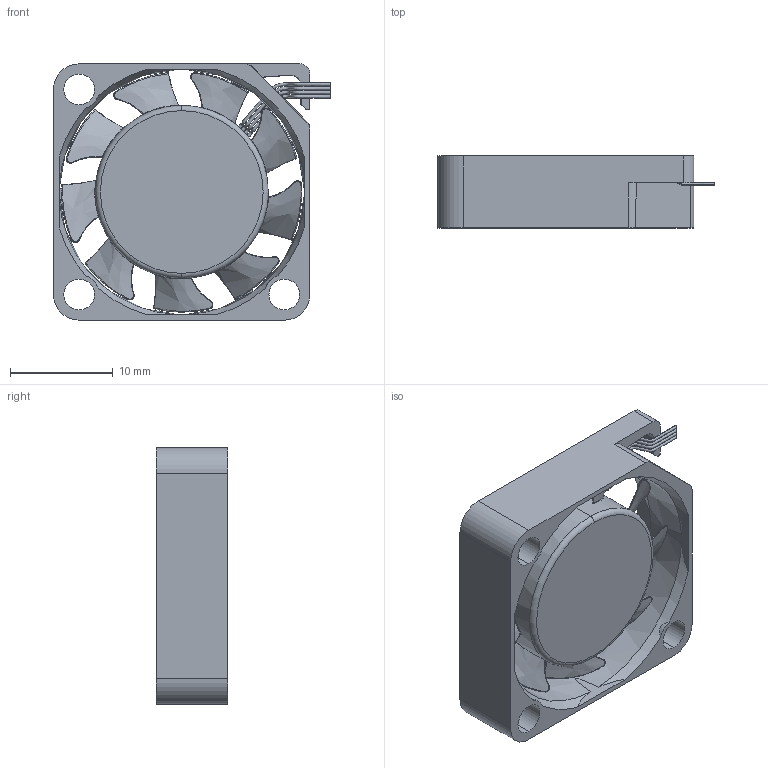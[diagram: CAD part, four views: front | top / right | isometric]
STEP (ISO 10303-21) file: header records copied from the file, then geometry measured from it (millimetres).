
FILE_DESCRIPTION (( 'STEP AP214' ), '1' );
FILE_NAME ('CUI_DEVICES_CFM-2507CF-050-089-22.step', '2023-08-28T20:03:20', ( '' ), ( '' ), 'SwSTEP 2.0', 'SolidWorks 2023', '' );
FILE_SCHEMA (( 'AUTOMOTIVE_DESIGN' ));
Length unit declared in the file: millimetre
Products named in the file (1): CUI_DEVICES_CFM-2507CF-050-089-22
Bounding box: 27 x 7 x 25 mm (x, y, z)
Volume: 2280.8 mm3; surface area: 3296.5 mm2
Topology: 6 solids, 6 shells, 338 faces, 886 edges, 565 vertices
Faces by surface type: bspline 115, plane 99, cylinder 80, cone 26, torus 18
Entity records: 23125 total; most frequent: CARTESIAN_POINT 15706, ORIENTED_EDGE 1772, DIRECTION 1215, EDGE_CURVE 886, VERTEX_POINT 565, AXIS2_PLACEMENT_3D 483, EDGE_LOOP 361, B_SPLINE_CURVE_WITH_KNOTS 345
